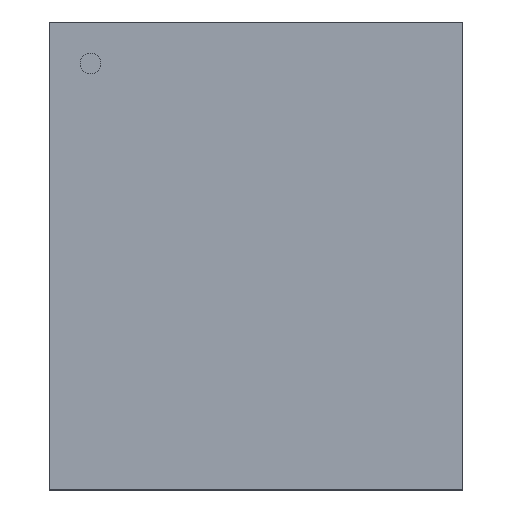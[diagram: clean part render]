
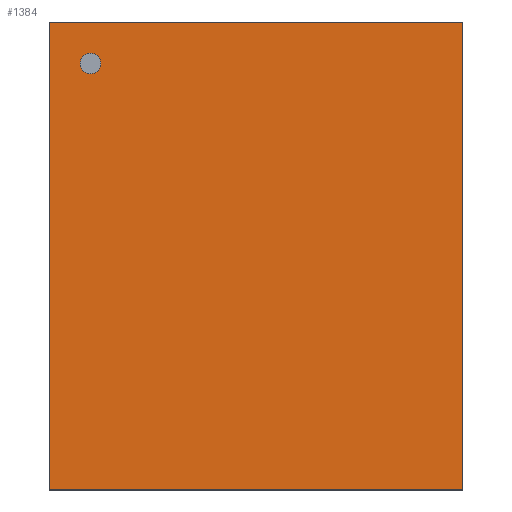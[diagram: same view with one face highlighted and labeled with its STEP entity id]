
A CAD part, top view. The second image highlights one B-rep face of the part: STEP entity #1384.
In plain terms, the highlighted planar face has unit normal (0, 0, 1).
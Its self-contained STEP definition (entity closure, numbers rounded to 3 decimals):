
#1160=CARTESIAN_POINT('',(1.842,-2.083,0.686));
#1159=VERTEX_POINT('',#1160);
#1170=CARTESIAN_POINT('',(-1.842,-2.083,0.686));
#1169=VERTEX_POINT('',#1170);
#1168=EDGE_CURVE('',#1169,#1159,#1173,.T.);
#1173=LINE('',#1170,#1175);
#1175=VECTOR('',#1176,3.683);
#1176=DIRECTION('',(1.0,0.0,0.0));
#1209=CARTESIAN_POINT('',(1.842,2.083,0.686));
#1208=VERTEX_POINT('',#1209);
#1217=EDGE_CURVE('',#1159,#1208,#1222,.T.);
#1222=LINE('',#1160,#1224);
#1224=VECTOR('',#1225,4.166);
#1225=DIRECTION('',(0.0,1.0,0.0));
#1258=CARTESIAN_POINT('',(-1.842,2.083,0.686));
#1257=VERTEX_POINT('',#1258);
#1266=EDGE_CURVE('',#1208,#1257,#1271,.T.);
#1271=LINE('',#1209,#1273);
#1273=VECTOR('',#1274,3.683);
#1274=DIRECTION('',(-1.0,0.0,0.0));
#1315=EDGE_CURVE('',#1257,#1169,#1320,.T.);
#1320=LINE('',#1258,#1322);
#1322=VECTOR('',#1323,4.166);
#1323=DIRECTION('',(0.0,-1.0,0.0));
#1384=ADVANCED_FACE('',(#1390),#1385,.T.);
#1385=PLANE('',#1386);
#1386=AXIS2_PLACEMENT_3D('',#1387,#1388,#1389);
#1387=CARTESIAN_POINT('',(-1.842,-2.083,0.686));
#1388=DIRECTION('',(0.0,0.0,1.0));
#1389=DIRECTION('',(0.,1.,0.));
#1390=FACE_OUTER_BOUND('',#1391,.T.);
#1391=EDGE_LOOP('',(#1392,#1402,#1412,#1422));
#1392=ORIENTED_EDGE('',*,*,#1168,.T.);
#1402=ORIENTED_EDGE('',*,*,#1217,.T.);
#1412=ORIENTED_EDGE('',*,*,#1266,.T.);
#1422=ORIENTED_EDGE('',*,*,#1315,.T.);
